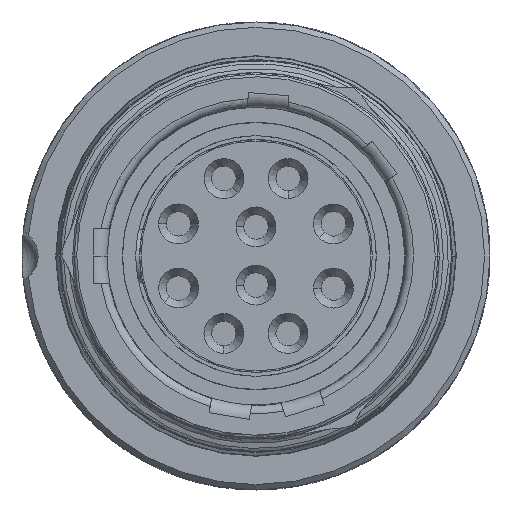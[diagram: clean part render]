
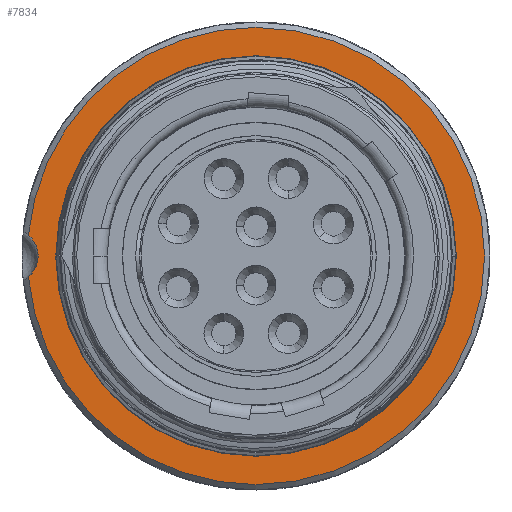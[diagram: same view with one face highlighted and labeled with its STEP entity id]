
A CAD part, left-side view. The second image highlights one B-rep face of the part: STEP entity #7834.
In plain terms, the highlighted planar face has unit normal (-1, 0, 0).
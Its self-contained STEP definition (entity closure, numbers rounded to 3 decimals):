
#237=CARTESIAN_POINT('',(-7.1,0.,0.));
#238=DIRECTION('',(1.,0.,0.));
#239=DIRECTION('',(0.,0.996,0.091));
#240=AXIS2_PLACEMENT_3D('',#237,#238,#239);
#242=CARTESIAN_POINT('',(-7.1,0.,0.));
#243=DIRECTION('',(1.,0.,0.));
#244=DIRECTION('',(0.,0.,1.));
#245=AXIS2_PLACEMENT_3D('',#242,#243,#244);
#247=CARTESIAN_POINT('',(-7.1,0.,0.));
#248=DIRECTION('',(1.,0.,0.));
#249=DIRECTION('',(0.,0.,-1.));
#250=AXIS2_PLACEMENT_3D('',#247,#248,#249);
#252=CARTESIAN_POINT('',(-7.1,9.05,0.));
#253=DIRECTION('',(-1.,0.,0.));
#254=DIRECTION('',(0.,-0.637,-0.771));
#255=AXIS2_PLACEMENT_3D('',#252,#253,#254);
#257=CARTESIAN_POINT('',(-7.1,9.05,0.));
#258=DIRECTION('',(-1.,0.,0.));
#259=DIRECTION('',(0.,-1.,0.));
#260=AXIS2_PLACEMENT_3D('',#257,#258,#259);
#262=CARTESIAN_POINT('',(-7.1,0.,0.));
#263=DIRECTION('',(-1.,0.,0.));
#264=DIRECTION('',(0.,-1.,0.));
#265=AXIS2_PLACEMENT_3D('',#262,#263,#264);
#267=CARTESIAN_POINT('',(-7.1,0.,0.));
#268=DIRECTION('',(-1.,0.,0.));
#269=DIRECTION('',(0.,1.,0.));
#270=AXIS2_PLACEMENT_3D('',#267,#268,#269);
#6297=CARTESIAN_POINT('',(-7.1,-7.4,0.));
#6298=VERTEX_POINT('',#6297);
#6299=CARTESIAN_POINT('',(-7.1,7.4,0.));
#6300=VERTEX_POINT('',#6299);
#6301=CARTESIAN_POINT('',(-7.1,0.,-8.45));
#6302=CARTESIAN_POINT('',(-7.1,8.415,-0.768));
#6303=VERTEX_POINT('',#6301);
#6304=VERTEX_POINT('',#6302);
#6305=CARTESIAN_POINT('',(-7.1,0.,8.45));
#6306=VERTEX_POINT('',#6305);
#6307=CARTESIAN_POINT('',(-7.1,8.415,0.768));
#6308=VERTEX_POINT('',#6307);
#6309=CARTESIAN_POINT('',(-7.1,8.053,0.));
#6310=VERTEX_POINT('',#6309);
#7813=CARTESIAN_POINT('',(-7.1,0.,0.));
#7814=DIRECTION('',(-1.,0.,0.));
#7815=DIRECTION('',(0.,1.,0.));
#7816=AXIS2_PLACEMENT_3D('',#7813,#7814,#7815);
#7817=PLANE('',#7816);
#7819=ORIENTED_EDGE('',*,*,#7818,.T.);
#7821=ORIENTED_EDGE('',*,*,#7820,.T.);
#7823=ORIENTED_EDGE('',*,*,#7822,.T.);
#7825=ORIENTED_EDGE('',*,*,#7824,.T.);
#7827=ORIENTED_EDGE('',*,*,#7826,.T.);
#7828=EDGE_LOOP('',(#7819,#7821,#7823,#7825,#7827));
#7829=FACE_OUTER_BOUND('',#7828,.F.);
#7830=ORIENTED_EDGE('',*,*,#7800,.T.);
#7831=ORIENTED_EDGE('',*,*,#7779,.T.);
#7832=EDGE_LOOP('',(#7830,#7831));
#7833=FACE_BOUND('',#7832,.F.);
#241=CIRCLE('',#240,8.45);
#246=CIRCLE('',#245,8.45);
#251=CIRCLE('',#250,8.45);
#256=CIRCLE('',#255,0.997);
#261=CIRCLE('',#260,0.997);
#266=CIRCLE('',#265,7.4);
#271=CIRCLE('',#270,7.4);
#7779=EDGE_CURVE('',#6300,#6298,#271,.T.);
#7800=EDGE_CURVE('',#6298,#6300,#266,.T.);
#7818=EDGE_CURVE('',#6308,#6306,#241,.T.);
#7820=EDGE_CURVE('',#6306,#6303,#246,.T.);
#7822=EDGE_CURVE('',#6303,#6304,#251,.T.);
#7824=EDGE_CURVE('',#6304,#6310,#256,.T.);
#7826=EDGE_CURVE('',#6310,#6308,#261,.T.);
#7834=ADVANCED_FACE('',(#7829,#7833),#7817,.T.);
